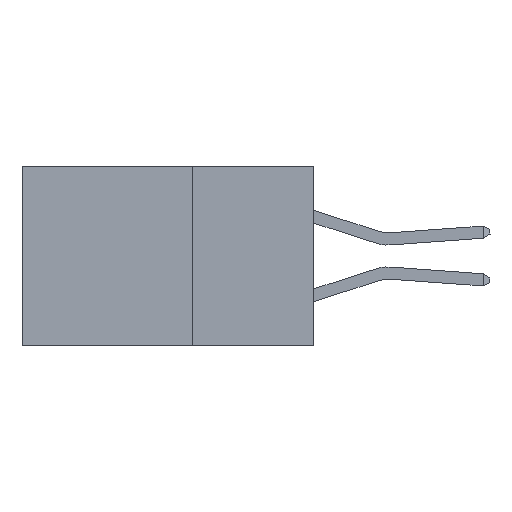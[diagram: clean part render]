
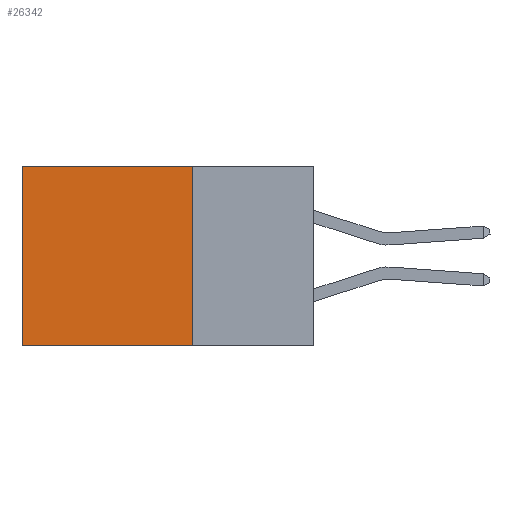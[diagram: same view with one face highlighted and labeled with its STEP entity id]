
A CAD part, left-side view. The second image highlights one B-rep face of the part: STEP entity #26342.
In plain terms, the highlighted planar face has unit normal (-1, 0, 0).
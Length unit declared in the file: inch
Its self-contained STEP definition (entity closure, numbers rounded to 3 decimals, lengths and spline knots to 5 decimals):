
#796 = FACE_OUTER_BOUND ( 'NONE', #14247, .T. ) ;
#2081 = LINE ( 'NONE', #12643, #5744 ) ;
#5342 = LINE ( 'NONE', #23363, #9417 ) ;
#5740 = DIRECTION ( 'NONE',  ( 0., 0., -1. ) ) ;
#5744 = VECTOR ( 'NONE', #10742, 39.37008 ) ;
#7522 = PLANE ( 'NONE',  #9053 ) ;
#7632 = LINE ( 'NONE', #23146, #24028 ) ;
#8777 = CARTESIAN_POINT ( 'NONE',  ( 0.2875, 0.25, 0. ) ) ;
#9053 = AXIS2_PLACEMENT_3D ( 'NONE', #10309, #27725, #5740 ) ;
#9417 = VECTOR ( 'NONE', #18818, 39.37008 ) ;
#10309 = CARTESIAN_POINT ( 'NONE',  ( 0.2875, 0.25, 0. ) ) ;
#10742 = DIRECTION ( 'NONE',  ( 0., 0., -1. ) ) ;
#11336 = VERTEX_POINT ( 'NONE', #11708 ) ;
#11708 = CARTESIAN_POINT ( 'NONE',  ( 0.2875, 0.25, -0.37 ) ) ;
#12416 = ORIENTED_EDGE ( 'NONE', *, *, #26784, .F. ) ;
#12643 = CARTESIAN_POINT ( 'NONE',  ( 0.2875, 0.25, 0. ) ) ;
#13732 = DIRECTION ( 'NONE',  ( 0., 1., 0. ) ) ;
#14247 = EDGE_LOOP ( 'NONE', ( #21007, #12416, #24130, #18018 ) ) ;
#15936 = VERTEX_POINT ( 'NONE', #27732 ) ;
#16618 = VECTOR ( 'NONE', #13732, 39.37008 ) ;
#17168 = VERTEX_POINT ( 'NONE', #24135 ) ;
#18018 = ORIENTED_EDGE ( 'NONE', *, *, #28888, .T. ) ;
#18818 = DIRECTION ( 'NONE',  ( 0., 0., -1. ) ) ;
#21007 = ORIENTED_EDGE ( 'NONE', *, *, #22405, .T. ) ;
#21746 = CARTESIAN_POINT ( 'NONE',  ( 0.2875, 0.25, 0. ) ) ;
#22216 = LINE ( 'NONE', #8777, #16618 ) ;
#22405 = EDGE_CURVE ( 'NONE', #15936, #17168, #5342, .T. ) ;
#23007 = DIRECTION ( 'NONE',  ( 0., 1., 0. ) ) ;
#23146 = CARTESIAN_POINT ( 'NONE',  ( 0.2875, 0.25, -0.37 ) ) ;
#23363 = CARTESIAN_POINT ( 'NONE',  ( 0.2875, 0.6, 0. ) ) ;
#24028 = VECTOR ( 'NONE', #23007, 39.37008 ) ;
#24130 = ORIENTED_EDGE ( 'NONE', *, *, #26595, .F. ) ;
#24135 = CARTESIAN_POINT ( 'NONE',  ( 0.2875, 0.6, -0.37 ) ) ;
#26342 = ADVANCED_FACE ( 'NONE', ( #796 ), #7522, .F. ) ;
#26595 = EDGE_CURVE ( 'NONE', #27857, #11336, #2081, .T. ) ;
#26784 = EDGE_CURVE ( 'NONE', #11336, #17168, #7632, .T. ) ;
#27725 = DIRECTION ( 'NONE',  ( 1., 0., 0. ) ) ;
#27732 = CARTESIAN_POINT ( 'NONE',  ( 0.2875, 0.6, 0. ) ) ;
#27857 = VERTEX_POINT ( 'NONE', #21746 ) ;
#28888 = EDGE_CURVE ( 'NONE', #27857, #15936, #22216, .T. ) ;
